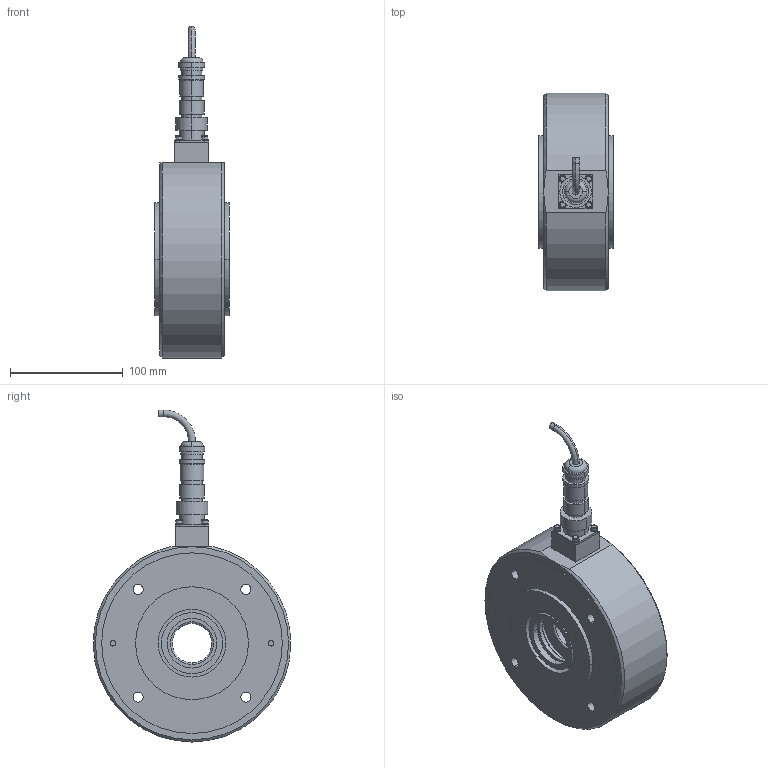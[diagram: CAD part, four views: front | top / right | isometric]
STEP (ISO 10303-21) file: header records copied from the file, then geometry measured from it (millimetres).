
FILE_DESCRIPTION((''),'2;1');
FILE_NAME('50218.stp','2007-09-21T13:15:12',(''),(''),'Mechanical Desktop 2007','Mechanical Desktop 2007',', , ');
FILE_SCHEMA(('CONFIG_CONTROL_DESIGN'));
Length unit declared in the file: millimetre
Products named in the file (26): L50218; L4857104; TEIL1AA; L48573; TEIL1AAAA; L49016; TEIL1AAA; L49026; TEIL1A; I-6KT_SCHRAUBE_M3X25A; I-6KT_SCHRAUBE_M3X25; I-6KT_SCHRAUBE_M6X50NK; I-6KT_SCHRAUBE_M6X50NKA; FEDERRING_M3A; FEDERRING_M3; SICHERUNGSRING_J80; SICHERUNGSRING_J80A; V_RING_V45A; V_RING_V45AA; L4340401; TEIL1; PENDELKUGELLAGER_1307TV; PENDELKUGELLAGER_1307TVA; KABELDOSE_PG_AMPH_4-POL; KABELDOSE_PG_AMPH_4-POLA; RM_SDB
Assembly tree (36 placements, depth 3):
  L50218
    L4857104
      TEIL1AA
    L48573
      TEIL1AAAA
    L49016
      TEIL1AAA
    L49026
      TEIL1A
    I-6KT_SCHRAUBE_M3X25A  x4
      I-6KT_SCHRAUBE_M3X25
    I-6KT_SCHRAUBE_M6X50NK  x2
      I-6KT_SCHRAUBE_M6X50NKA
    FEDERRING_M3A  x4
      FEDERRING_M3
    SICHERUNGSRING_J80
      SICHERUNGSRING_J80A
    V_RING_V45A  x2
      V_RING_V45AA
    L4340401  x2
      TEIL1
    PENDELKUGELLAGER_1307TV
      PENDELKUGELLAGER_1307TVA
    KABELDOSE_PG_AMPH_4-POL
      KABELDOSE_PG_AMPH_4-POLA
    RM_SDB  x3
Bounding box: 65.9 x 174.96 x 294 mm (x, y, z)
Volume: 1297773.4 mm3; surface area: 269582.6 mm2
Topology: 21 solids, 21 shells, 386 faces, 895 edges, 590 vertices
Faces by surface type: cylinder 235, plane 89, cone 34, torus 24, bspline 4
Entity records: 9291 total; most frequent: DIRECTION 1749, CARTESIAN_POINT 1609, ORIENTED_EDGE 1336, AXIS2_PLACEMENT_3D 761, EDGE_CURVE 668, VERTEX_POINT 442, CIRCLE 438, EDGE_LOOP 408
